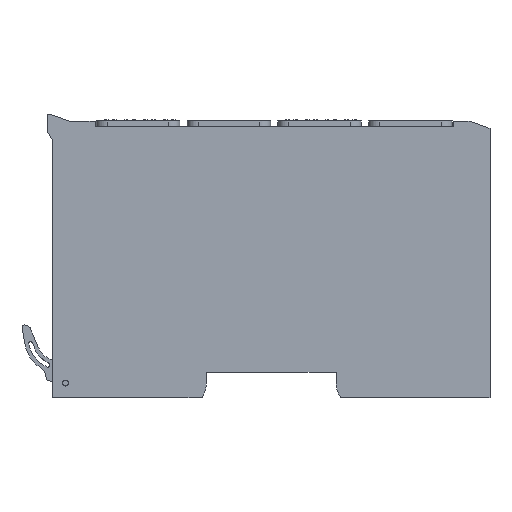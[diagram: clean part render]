
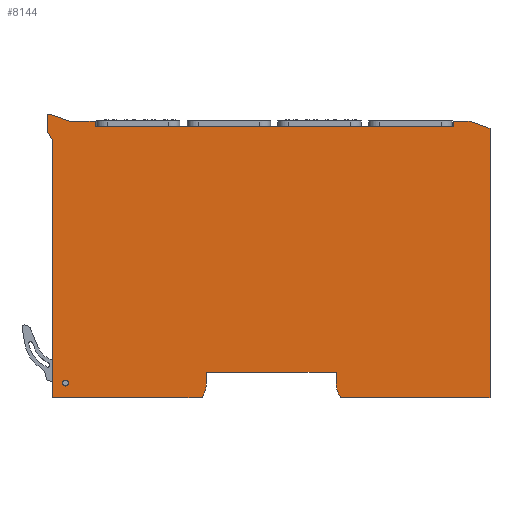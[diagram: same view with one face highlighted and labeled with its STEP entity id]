
A CAD part, left-side view. The second image highlights one B-rep face of the part: STEP entity #8144.
In plain terms, the highlighted planar face has unit normal (-1, 0, 0).
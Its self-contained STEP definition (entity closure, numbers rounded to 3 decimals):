
#61=AXIS2_PLACEMENT_3D('Circle Axis2P3D',#59,#60,$) ;
#86=AXIS2_PLACEMENT_3D('Circle Axis2P3D',#84,#85,$) ;
#1691=AXIS2_PLACEMENT_3D('Circle Axis2P3D',#1689,#1690,$) ;
#1755=AXIS2_PLACEMENT_3D('Circle Axis2P3D',#1753,#1754,$) ;
#1956=AXIS2_PLACEMENT_3D('Circle Axis2P3D',#1954,#1955,$) ;
#2084=AXIS2_PLACEMENT_3D('Circle Axis2P3D',#2082,#2083,$) ;
#8115=AXIS2_PLACEMENT_3D('Plane Axis2P3D',#8112,#8113,#8114) ;
#42=CARTESIAN_POINT('Vertex',(0.,115.2,4.)) ;
#56=CARTESIAN_POINT('Vertex',(0.,116.8,4.)) ;
#59=CARTESIAN_POINT('Axis2P3D Location',(0.,116.,4.)) ;
#84=CARTESIAN_POINT('Axis2P3D Location',(0.,116.,4.)) ;
#182=CARTESIAN_POINT('Vertex',(0.,10.,75.55)) ;
#196=CARTESIAN_POINT('Vertex',(0.,10.,74.05)) ;
#199=CARTESIAN_POINT('Line Origine',(0.,10.,74.8)) ;
#217=CARTESIAN_POINT('Line Origine',(0.,58.95,74.05)) ;
#221=CARTESIAN_POINT('Vertex',(0.,107.9,74.05)) ;
#1565=CARTESIAN_POINT('Vertex',(0.,107.9,75.55)) ;
#1570=CARTESIAN_POINT('Line Origine',(0.,107.9,74.8)) ;
#1599=CARTESIAN_POINT('Vertex',(0.,114.91,75.55)) ;
#1602=CARTESIAN_POINT('Line Origine',(0.,111.405,75.55)) ;
#1625=CARTESIAN_POINT('Line Origine',(0.,117.52,76.5)) ;
#1629=CARTESIAN_POINT('Vertex',(0.,120.13,77.45)) ;
#1657=CARTESIAN_POINT('Line Origine',(0.,120.415,77.45)) ;
#1661=CARTESIAN_POINT('Vertex',(0.,120.7,77.45)) ;
#1689=CARTESIAN_POINT('Axis2P3D Location',(0.,120.7,77.15)) ;
#1693=CARTESIAN_POINT('Vertex',(0.,121.,77.15)) ;
#1721=CARTESIAN_POINT('Line Origine',(0.,121.,75.089)) ;
#1725=CARTESIAN_POINT('Vertex',(0.,121.,73.028)) ;
#1753=CARTESIAN_POINT('Axis2P3D Location',(0.,120.7,73.028)) ;
#1757=CARTESIAN_POINT('Vertex',(0.,120.96,72.878)) ;
#1785=CARTESIAN_POINT('Line Origine',(0.,120.23,71.614)) ;
#1789=CARTESIAN_POINT('Vertex',(0.,119.5,70.35)) ;
#1828=CARTESIAN_POINT('Vertex',(0.,119.5,0.)) ;
#1831=CARTESIAN_POINT('Line Origine',(0.,119.5,35.175)) ;
#1880=CARTESIAN_POINT('Vertex',(0.,78.69,0.)) ;
#1883=CARTESIAN_POINT('Line Origine',(0.,99.095,0.)) ;
#1951=CARTESIAN_POINT('Vertex',(0.,77.45,4.13)) ;
#1954=CARTESIAN_POINT('Axis2P3D Location',(0.,84.95,4.13)) ;
#1983=CARTESIAN_POINT('Vertex',(0.,77.45,7.)) ;
#1986=CARTESIAN_POINT('Line Origine',(0.,77.45,5.565)) ;
#2015=CARTESIAN_POINT('Vertex',(0.,42.05,7.)) ;
#2018=CARTESIAN_POINT('Line Origine',(0.,59.75,7.)) ;
#2047=CARTESIAN_POINT('Vertex',(0.,42.05,4.13)) ;
#2050=CARTESIAN_POINT('Line Origine',(0.,42.05,5.565)) ;
#2079=CARTESIAN_POINT('Vertex',(0.,40.81,0.)) ;
#2082=CARTESIAN_POINT('Axis2P3D Location',(0.,34.55,4.13)) ;
#2111=CARTESIAN_POINT('Vertex',(0.,0.,0.)) ;
#2114=CARTESIAN_POINT('Line Origine',(0.,20.405,0.)) ;
#2145=CARTESIAN_POINT('Vertex',(0.,0.,73.566)) ;
#2148=CARTESIAN_POINT('Line Origine',(0.,0.,36.783)) ;
#2239=CARTESIAN_POINT('Vertex',(0.,5.45,75.55)) ;
#2242=CARTESIAN_POINT('Line Origine',(0.,2.725,74.558)) ;
#2260=CARTESIAN_POINT('Line Origine',(0.,7.725,75.55)) ;
#8112=CARTESIAN_POINT('Axis2P3D Location',(0.,0.,75.55)) ;
#60=DIRECTION('Axis2P3D Direction',(-1.,-0.,0.)) ;
#85=DIRECTION('Axis2P3D Direction',(-1.,0.,0.)) ;
#200=DIRECTION('Vector Direction',(0.,0.,-1.)) ;
#218=DIRECTION('Vector Direction',(0.,1.,0.)) ;
#1571=DIRECTION('Vector Direction',(0.,0.,1.)) ;
#1603=DIRECTION('Vector Direction',(0.,1.,0.)) ;
#1626=DIRECTION('Vector Direction',(0.,-0.94,-0.342)) ;
#1658=DIRECTION('Vector Direction',(0.,-1.,0.)) ;
#1690=DIRECTION('Axis2P3D Direction',(1.,-0.,0.)) ;
#1722=DIRECTION('Vector Direction',(0.,0.,1.)) ;
#1754=DIRECTION('Axis2P3D Direction',(1.,-0.,0.)) ;
#1786=DIRECTION('Vector Direction',(0.,0.5,0.866)) ;
#1832=DIRECTION('Vector Direction',(0.,0.,-1.)) ;
#1884=DIRECTION('Vector Direction',(0.,1.,0.)) ;
#1955=DIRECTION('Axis2P3D Direction',(-1.,-0.,0.)) ;
#1987=DIRECTION('Vector Direction',(0.,0.,1.)) ;
#2019=DIRECTION('Vector Direction',(0.,-1.,0.)) ;
#2051=DIRECTION('Vector Direction',(0.,0.,-1.)) ;
#2083=DIRECTION('Axis2P3D Direction',(-1.,0.,0.)) ;
#2115=DIRECTION('Vector Direction',(0.,1.,0.)) ;
#2149=DIRECTION('Vector Direction',(0.,0.,1.)) ;
#2243=DIRECTION('Vector Direction',(0.,0.94,0.342)) ;
#2261=DIRECTION('Vector Direction',(0.,1.,0.)) ;
#8113=DIRECTION('Axis2P3D Direction',(-1.,0.,0.)) ;
#8114=DIRECTION('Axis2P3D XDirection',(0.,0.,1.)) ;
#201=VECTOR('Line Direction',#200,1.) ;
#219=VECTOR('Line Direction',#218,1.) ;
#1572=VECTOR('Line Direction',#1571,1.) ;
#1604=VECTOR('Line Direction',#1603,1.) ;
#1627=VECTOR('Line Direction',#1626,1.) ;
#1659=VECTOR('Line Direction',#1658,1.) ;
#1723=VECTOR('Line Direction',#1722,1.) ;
#1787=VECTOR('Line Direction',#1786,1.) ;
#1833=VECTOR('Line Direction',#1832,1.) ;
#1885=VECTOR('Line Direction',#1884,1.) ;
#1988=VECTOR('Line Direction',#1987,1.) ;
#2020=VECTOR('Line Direction',#2019,1.) ;
#2052=VECTOR('Line Direction',#2051,1.) ;
#2116=VECTOR('Line Direction',#2115,1.) ;
#2150=VECTOR('Line Direction',#2149,1.) ;
#2244=VECTOR('Line Direction',#2243,1.) ;
#2262=VECTOR('Line Direction',#2261,1.) ;
#8118=ORIENTED_EDGE('',*,*,#203,.T.) ;
#8119=ORIENTED_EDGE('',*,*,#223,.T.) ;
#8120=ORIENTED_EDGE('',*,*,#1574,.T.) ;
#8121=ORIENTED_EDGE('',*,*,#1606,.T.) ;
#8122=ORIENTED_EDGE('',*,*,#1631,.F.) ;
#8123=ORIENTED_EDGE('',*,*,#1663,.F.) ;
#8124=ORIENTED_EDGE('',*,*,#1695,.F.) ;
#8125=ORIENTED_EDGE('',*,*,#1727,.F.) ;
#8126=ORIENTED_EDGE('',*,*,#1759,.F.) ;
#8127=ORIENTED_EDGE('',*,*,#1791,.F.) ;
#8128=ORIENTED_EDGE('',*,*,#1835,.T.) ;
#8129=ORIENTED_EDGE('',*,*,#1887,.F.) ;
#8130=ORIENTED_EDGE('',*,*,#1958,.T.) ;
#8131=ORIENTED_EDGE('',*,*,#1990,.T.) ;
#8132=ORIENTED_EDGE('',*,*,#2022,.T.) ;
#8133=ORIENTED_EDGE('',*,*,#2054,.T.) ;
#8134=ORIENTED_EDGE('',*,*,#2086,.T.) ;
#8135=ORIENTED_EDGE('',*,*,#2118,.F.) ;
#8136=ORIENTED_EDGE('',*,*,#2152,.T.) ;
#8137=ORIENTED_EDGE('',*,*,#2246,.T.) ;
#8138=ORIENTED_EDGE('',*,*,#2264,.T.) ;
#8141=ORIENTED_EDGE('',*,*,#88,.T.) ;
#8142=ORIENTED_EDGE('',*,*,#63,.T.) ;
#8143=FACE_BOUND('',#8140,.T.) ;
#8144=ADVANCED_FACE('1',(#8139,#8143),#8116,.T.) ;
#62=CIRCLE('generated circle',#61,0.8) ;
#87=CIRCLE('generated circle',#86,0.8) ;
#1692=CIRCLE('generated circle',#1691,0.3) ;
#1756=CIRCLE('generated circle',#1755,0.3) ;
#1957=CIRCLE('generated circle',#1956,7.5) ;
#2085=CIRCLE('generated circle',#2084,7.5) ;
#63=EDGE_CURVE('',#43,#57,#62,.F.) ;
#88=EDGE_CURVE('',#57,#43,#87,.F.) ;
#203=EDGE_CURVE('',#183,#197,#202,.T.) ;
#223=EDGE_CURVE('',#197,#222,#220,.T.) ;
#1574=EDGE_CURVE('',#222,#1566,#1573,.T.) ;
#1606=EDGE_CURVE('',#1566,#1600,#1605,.T.) ;
#1631=EDGE_CURVE('',#1630,#1600,#1628,.T.) ;
#1663=EDGE_CURVE('',#1662,#1630,#1660,.T.) ;
#1695=EDGE_CURVE('',#1694,#1662,#1692,.T.) ;
#1727=EDGE_CURVE('',#1726,#1694,#1724,.T.) ;
#1759=EDGE_CURVE('',#1758,#1726,#1756,.T.) ;
#1791=EDGE_CURVE('',#1790,#1758,#1788,.T.) ;
#1835=EDGE_CURVE('',#1790,#1829,#1834,.T.) ;
#1887=EDGE_CURVE('',#1881,#1829,#1886,.T.) ;
#1958=EDGE_CURVE('',#1881,#1952,#1957,.T.) ;
#1990=EDGE_CURVE('',#1952,#1984,#1989,.T.) ;
#2022=EDGE_CURVE('',#1984,#2016,#2021,.T.) ;
#2054=EDGE_CURVE('',#2016,#2048,#2053,.T.) ;
#2086=EDGE_CURVE('',#2048,#2080,#2085,.T.) ;
#2118=EDGE_CURVE('',#2112,#2080,#2117,.T.) ;
#2152=EDGE_CURVE('',#2112,#2146,#2151,.T.) ;
#2246=EDGE_CURVE('',#2146,#2240,#2245,.T.) ;
#2264=EDGE_CURVE('',#2240,#183,#2263,.T.) ;
#8117=EDGE_LOOP('',(#8118,#8119,#8120,#8121,#8122,#8123,#8124,#8125,#8126,#8127,#8128,#8129,#8130,#8131,#8132,#8133,#8134,#8135,#8136,#8137,#8138)) ;
#8140=EDGE_LOOP('',(#8141,#8142)) ;
#8139=FACE_OUTER_BOUND('',#8117,.T.) ;
#202=LINE('Line',#199,#201) ;
#220=LINE('Line',#217,#219) ;
#1573=LINE('Line',#1570,#1572) ;
#1605=LINE('Line',#1602,#1604) ;
#1628=LINE('Line',#1625,#1627) ;
#1660=LINE('Line',#1657,#1659) ;
#1724=LINE('Line',#1721,#1723) ;
#1788=LINE('Line',#1785,#1787) ;
#1834=LINE('Line',#1831,#1833) ;
#1886=LINE('Line',#1883,#1885) ;
#1989=LINE('Line',#1986,#1988) ;
#2021=LINE('Line',#2018,#2020) ;
#2053=LINE('Line',#2050,#2052) ;
#2117=LINE('Line',#2114,#2116) ;
#2151=LINE('Line',#2148,#2150) ;
#2245=LINE('Line',#2242,#2244) ;
#2263=LINE('Line',#2260,#2262) ;
#8116=PLANE('',#8115) ;
#43=VERTEX_POINT('',#42) ;
#57=VERTEX_POINT('',#56) ;
#183=VERTEX_POINT('',#182) ;
#197=VERTEX_POINT('',#196) ;
#222=VERTEX_POINT('',#221) ;
#1566=VERTEX_POINT('',#1565) ;
#1600=VERTEX_POINT('',#1599) ;
#1630=VERTEX_POINT('',#1629) ;
#1662=VERTEX_POINT('',#1661) ;
#1694=VERTEX_POINT('',#1693) ;
#1726=VERTEX_POINT('',#1725) ;
#1758=VERTEX_POINT('',#1757) ;
#1790=VERTEX_POINT('',#1789) ;
#1829=VERTEX_POINT('',#1828) ;
#1881=VERTEX_POINT('',#1880) ;
#1952=VERTEX_POINT('',#1951) ;
#1984=VERTEX_POINT('',#1983) ;
#2016=VERTEX_POINT('',#2015) ;
#2048=VERTEX_POINT('',#2047) ;
#2080=VERTEX_POINT('',#2079) ;
#2112=VERTEX_POINT('',#2111) ;
#2146=VERTEX_POINT('',#2145) ;
#2240=VERTEX_POINT('',#2239) ;
